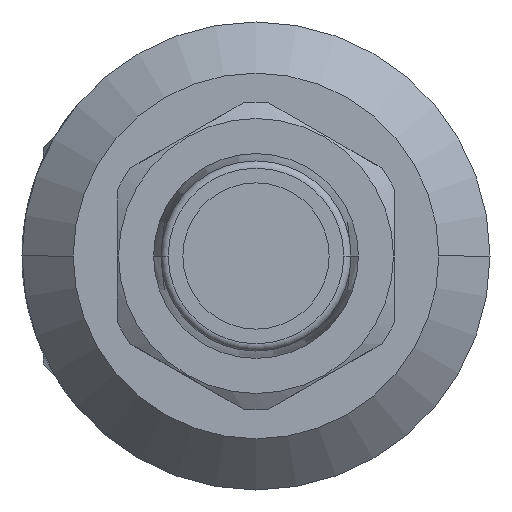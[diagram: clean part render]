
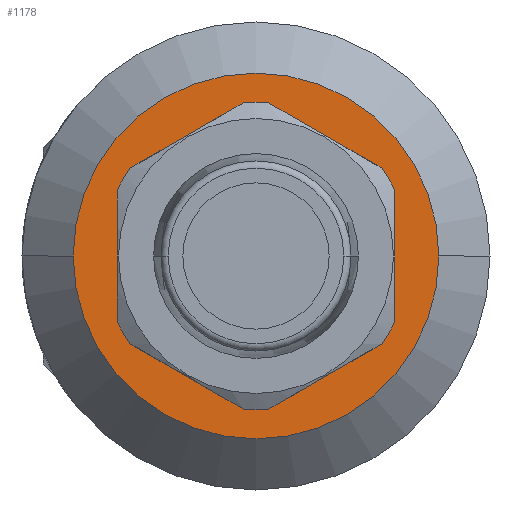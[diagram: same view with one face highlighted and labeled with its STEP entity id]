
A CAD part, left-side view. The second image highlights one B-rep face of the part: STEP entity #1178.
In plain terms, the highlighted planar face has unit normal (-1, 0, 0).
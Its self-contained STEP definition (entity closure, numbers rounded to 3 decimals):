
#8 = CIRCLE ( 'NONE', #17, 10. ) ;
#17 = AXIS2_PLACEMENT_3D ( 'NONE', #800, #801, #802 ) ;
#18 = CIRCLE ( 'NONE', #19, 10. ) ;
#19 = AXIS2_PLACEMENT_3D ( 'NONE', #803, #804, #805 ) ;
#20 = CIRCLE ( 'NONE', #21, 10. ) ;
#21 = AXIS2_PLACEMENT_3D ( 'NONE', #822, #823, #824 ) ;
#23 = CIRCLE ( 'NONE', #26, 10. ) ;
#26 = AXIS2_PLACEMENT_3D ( 'NONE', #844, #845, #846 ) ;
#97 = CIRCLE ( 'NONE', #105, 12.5 ) ;
#105 = AXIS2_PLACEMENT_3D ( 'NONE', #1380, #1381, #1382 ) ;
#200 = VECTOR ( 'NONE', #706, 1000. ) ;
#206 = AXIS2_PLACEMENT_3D ( 'NONE', #688, #689, #690 ) ;
#207 = CIRCLE ( 'NONE', #206, 12.5 ) ;
#315 = AXIS2_PLACEMENT_3D ( 'NONE', #1627, #1628, #1629 ) ;
#688 = CARTESIAN_POINT ( 'NONE',  ( -54., 0., 0. ) ) ;
#689 = DIRECTION ( 'NONE',  ( -1., 0., 0. ) ) ;
#690 = DIRECTION ( 'NONE',  ( 0., -1., 0. ) ) ;
#705 = CARTESIAN_POINT ( 'NONE',  ( -54., -9.5, 10. ) ) ;
#706 = DIRECTION ( 'NONE',  ( 0., 0., 1. ) ) ;
#707 = CARTESIAN_POINT ( 'NONE',  ( -54., -0.42, 10.727 ) ) ;
#708 = DIRECTION ( 'NONE',  ( 0., 0.866, 0.5 ) ) ;
#709 = CARTESIAN_POINT ( 'NONE',  ( -54., 0.42, 10.727 ) ) ;
#710 = DIRECTION ( 'NONE',  ( 0., 0.866, -0.5 ) ) ;
#711 = CARTESIAN_POINT ( 'NONE',  ( -54., -9.08, -5.727 ) ) ;
#712 = DIRECTION ( 'NONE',  ( 0., -0.866, 0.5 ) ) ;
#717 = CARTESIAN_POINT ( 'NONE',  ( -54., 9.5, 10. ) ) ;
#718 = DIRECTION ( 'NONE',  ( 0., 0., -1. ) ) ;
#719 = CARTESIAN_POINT ( 'NONE',  ( -54., 9.08, -5.727 ) ) ;
#720 = DIRECTION ( 'NONE',  ( 0., -0.866, -0.5 ) ) ;
#729 = CARTESIAN_POINT ( 'NONE',  ( -54., 0., 0. ) ) ;
#730 = DIRECTION ( 'NONE',  ( -1., 0., 0. ) ) ;
#731 = DIRECTION ( 'NONE',  ( 0., -1., 0. ) ) ;
#800 = CARTESIAN_POINT ( 'NONE',  ( -54., 0., 0. ) ) ;
#801 = DIRECTION ( 'NONE',  ( -1., 0., 0. ) ) ;
#802 = DIRECTION ( 'NONE',  ( 0., -1., 0. ) ) ;
#803 = CARTESIAN_POINT ( 'NONE',  ( -54., 0., 0. ) ) ;
#804 = DIRECTION ( 'NONE',  ( -1., 0., 0. ) ) ;
#805 = DIRECTION ( 'NONE',  ( 0., -1., 0. ) ) ;
#822 = CARTESIAN_POINT ( 'NONE',  ( -54., 0., 0. ) ) ;
#823 = DIRECTION ( 'NONE',  ( -1., 0., 0. ) ) ;
#824 = DIRECTION ( 'NONE',  ( 0., -1., 0. ) ) ;
#844 = CARTESIAN_POINT ( 'NONE',  ( -54., 0., 0. ) ) ;
#845 = DIRECTION ( 'NONE',  ( -1., 0., 0. ) ) ;
#846 = DIRECTION ( 'NONE',  ( 0., -1., 0. ) ) ;
#1030 = EDGE_CURVE ( 'NONE', #2309, #2308, #207, .T. ) ;
#1034 = EDGE_CURVE ( 'NONE', #2397, #2396, #2284, .T. ) ;
#1035 = EDGE_CURVE ( 'NONE', #2395, #2394, #2285, .T. ) ;
#1036 = EDGE_CURVE ( 'NONE', #2393, #2207, #2286, .T. ) ;
#1037 = EDGE_CURVE ( 'NONE', #2399, #2398, #2287, .T. ) ;
#1039 = EDGE_CURVE ( 'NONE', #2206, #2402, #2288, .T. ) ;
#1040 = EDGE_CURVE ( 'NONE', #2401, #2400, #2289, .T. ) ;
#1044 = EDGE_CURVE ( 'NONE', #2207, #2206, #1200, .T. ) ;
#1061 = EDGE_CURVE ( 'NONE', #2402, #2401, #8, .T. ) ;
#1062 = EDGE_CURVE ( 'NONE', #2400, #2399, #18, .T. ) ;
#1067 = EDGE_CURVE ( 'NONE', #2398, #2397, #20, .T. ) ;
#1074 = EDGE_CURVE ( 'NONE', #2396, #2395, #23, .T. ) ;
#1133 = EDGE_CURVE ( 'NONE', #2308, #2309, #97, .T. ) ;
#1178 = ADVANCED_FACE ( 'NONE', ( #1867, #1869 ), #1626, .T. ) ;
#1198 = EDGE_CURVE ( 'NONE', #2394, #2393, #2339, .T. ) ;
#1200 = CIRCLE ( 'NONE', #1931, 10. ) ;
#1201 = VECTOR ( 'NONE', #720, 1000. ) ;
#1380 = CARTESIAN_POINT ( 'NONE',  ( -54., 0., 0. ) ) ;
#1381 = DIRECTION ( 'NONE',  ( -1., 0., 0. ) ) ;
#1382 = DIRECTION ( 'NONE',  ( 0., -1., 0. ) ) ;
#1626 = PLANE ( 'NONE',  #315 ) ;
#1627 = CARTESIAN_POINT ( 'NONE',  ( -54., -12.5, 0. ) ) ;
#1628 = DIRECTION ( 'NONE',  ( -1., 0., 0. ) ) ;
#1629 = DIRECTION ( 'NONE',  ( 0., -1., 0. ) ) ;
#1684 = CARTESIAN_POINT ( 'NONE',  ( -54., 0., 0. ) ) ;
#1685 = DIRECTION ( 'NONE',  ( -1., 0., 0. ) ) ;
#1686 = DIRECTION ( 'NONE',  ( 0., -1., 0. ) ) ;
#1721 = CARTESIAN_POINT ( 'NONE',  ( -54., 9.5, 3.122 ) ) ;
#1722 = CARTESIAN_POINT ( 'NONE',  ( -54., 7.454, 6.666 ) ) ;
#1734 = CARTESIAN_POINT ( 'NONE',  ( -54., -12.5, 0. ) ) ;
#1735 = CARTESIAN_POINT ( 'NONE',  ( -54., 12.5, 0. ) ) ;
#1764 = CARTESIAN_POINT ( 'NONE',  ( -54., 2.046, 9.788 ) ) ;
#1765 = CARTESIAN_POINT ( 'NONE',  ( -54., -2.046, 9.788 ) ) ;
#1766 = CARTESIAN_POINT ( 'NONE',  ( -54., -7.454, 6.666 ) ) ;
#1767 = CARTESIAN_POINT ( 'NONE',  ( -54., -9.5, 3.122 ) ) ;
#1768 = CARTESIAN_POINT ( 'NONE',  ( -54., -9.5, -3.122 ) ) ;
#1769 = CARTESIAN_POINT ( 'NONE',  ( -54., -7.454, -6.666 ) ) ;
#1770 = CARTESIAN_POINT ( 'NONE',  ( -54., -2.046, -9.788 ) ) ;
#1771 = CARTESIAN_POINT ( 'NONE',  ( -54., 2.046, -9.788 ) ) ;
#1772 = CARTESIAN_POINT ( 'NONE',  ( -54., 7.454, -6.666 ) ) ;
#1773 = CARTESIAN_POINT ( 'NONE',  ( -54., 9.5, -3.122 ) ) ;
#1867 = FACE_OUTER_BOUND ( 'NONE', #2128, .T. ) ;
#1869 = FACE_BOUND ( 'NONE', #2127, .T. ) ;
#1931 = AXIS2_PLACEMENT_3D ( 'NONE', #729, #730, #731 ) ;
#1954 = VECTOR ( 'NONE', #710, 1000. ) ;
#1955 = VECTOR ( 'NONE', #708, 1000. ) ;
#1988 = ORIENTED_EDGE ( 'NONE', *, *, #1067, .F. ) ;
#1989 = ORIENTED_EDGE ( 'NONE', *, *, #1034, .F. ) ;
#1990 = ORIENTED_EDGE ( 'NONE', *, *, #1074, .F. ) ;
#1991 = ORIENTED_EDGE ( 'NONE', *, *, #1035, .F. ) ;
#1992 = ORIENTED_EDGE ( 'NONE', *, *, #1198, .F. ) ;
#1993 = ORIENTED_EDGE ( 'NONE', *, *, #1036, .F. ) ;
#1994 = ORIENTED_EDGE ( 'NONE', *, *, #1044, .F. ) ;
#1995 = ORIENTED_EDGE ( 'NONE', *, *, #1039, .F. ) ;
#1996 = ORIENTED_EDGE ( 'NONE', *, *, #1040, .F. ) ;
#1997 = ORIENTED_EDGE ( 'NONE', *, *, #1062, .F. ) ;
#1998 = ORIENTED_EDGE ( 'NONE', *, *, #1133, .T. ) ;
#1999 = ORIENTED_EDGE ( 'NONE', *, *, #1061, .F. ) ;
#2000 = ORIENTED_EDGE ( 'NONE', *, *, #1030, .T. ) ;
#2004 = ORIENTED_EDGE ( 'NONE', *, *, #1037, .F. ) ;
#2127 = EDGE_LOOP ( 'NONE', ( #2004, #1997, #1996, #1999, #1995, #1994, #1993, #1992, #1991, #1990, #1989, #1988 ) ) ;
#2128 = EDGE_LOOP ( 'NONE', ( #2000, #1998 ) ) ;
#2206 = VERTEX_POINT ( 'NONE', #1721 ) ;
#2207 = VERTEX_POINT ( 'NONE', #1722 ) ;
#2284 = LINE ( 'NONE', #705, #200 ) ;
#2285 = LINE ( 'NONE', #707, #1955 ) ;
#2286 = LINE ( 'NONE', #709, #1954 ) ;
#2287 = LINE ( 'NONE', #711, #2322 ) ;
#2288 = LINE ( 'NONE', #717, #2515 ) ;
#2289 = LINE ( 'NONE', #719, #1201 ) ;
#2308 = VERTEX_POINT ( 'NONE', #1734 ) ;
#2309 = VERTEX_POINT ( 'NONE', #1735 ) ;
#2322 = VECTOR ( 'NONE', #712, 1000. ) ;
#2339 = CIRCLE ( 'NONE', #2341, 10. ) ;
#2341 = AXIS2_PLACEMENT_3D ( 'NONE', #1684, #1685, #1686 ) ;
#2393 = VERTEX_POINT ( 'NONE', #1764 ) ;
#2394 = VERTEX_POINT ( 'NONE', #1765 ) ;
#2395 = VERTEX_POINT ( 'NONE', #1766 ) ;
#2396 = VERTEX_POINT ( 'NONE', #1767 ) ;
#2397 = VERTEX_POINT ( 'NONE', #1768 ) ;
#2398 = VERTEX_POINT ( 'NONE', #1769 ) ;
#2399 = VERTEX_POINT ( 'NONE', #1770 ) ;
#2400 = VERTEX_POINT ( 'NONE', #1771 ) ;
#2401 = VERTEX_POINT ( 'NONE', #1772 ) ;
#2402 = VERTEX_POINT ( 'NONE', #1773 ) ;
#2515 = VECTOR ( 'NONE', #718, 1000. ) ;
